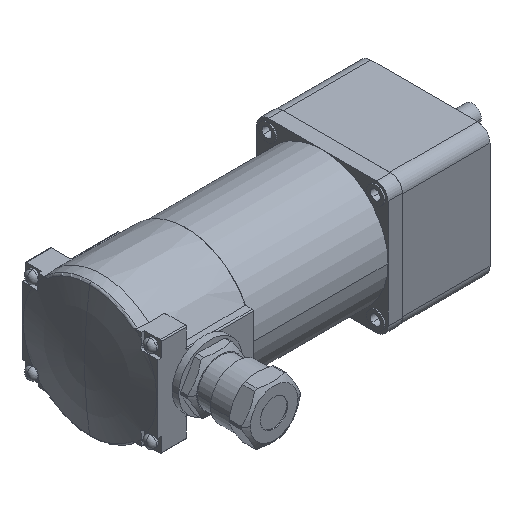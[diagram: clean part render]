
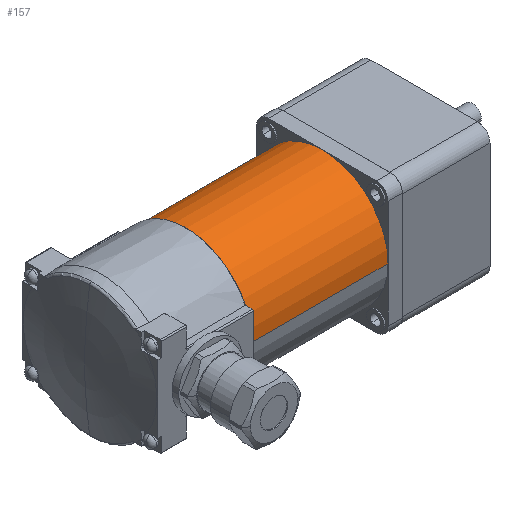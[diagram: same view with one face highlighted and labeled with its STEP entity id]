
A CAD part, isometric view. The second image highlights one B-rep face of the part: STEP entity #157.
In plain terms, the highlighted cylindrical face has radius 30 mm (diameter 60 mm), a partial arc.
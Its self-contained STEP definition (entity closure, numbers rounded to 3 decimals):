
#157 = ADVANCED_FACE( '', ( #443 ), #444, .T. );
#443 = FACE_OUTER_BOUND( '', #955, .T. );
#444 = CYLINDRICAL_SURFACE( '', #956, 30. );
#955 = EDGE_LOOP( '', ( #1659, #1660, #1661, #1662, #1663 ) );
#956 = AXIS2_PLACEMENT_3D( '', #1664, #1665, #1666 );
#1659 = ORIENTED_EDGE( '', *, *, #3441, .F. );
#1660 = ORIENTED_EDGE( '', *, *, #3442, .T. );
#1661 = ORIENTED_EDGE( '', *, *, #3443, .F. );
#1662 = ORIENTED_EDGE( '', *, *, #3444, .T. );
#1663 = ORIENTED_EDGE( '', *, *, #3445, .T. );
#1664 = CARTESIAN_POINT( '', ( -74.25, -10., 0. ) );
#1665 = DIRECTION( '', ( -1., 0., 0. ) );
#1666 = DIRECTION( '', ( 0., 1., 0. ) );
#3441 = EDGE_CURVE( '', #4124, #4125, #4126, .T. );
#3442 = EDGE_CURVE( '', #4124, #4127, #4128, .T. );
#3443 = EDGE_CURVE( '', #4129, #4127, #4130, .T. );
#3444 = EDGE_CURVE( '', #4129, #4131, #4132, .T. );
#3445 = EDGE_CURVE( '', #4131, #4125, #4133, .T. );
#4124 = VERTEX_POINT( '', #5195 );
#4125 = VERTEX_POINT( '', #5196 );
#4126 = LINE( '', #5197, #5198 );
#4127 = VERTEX_POINT( '', #5199 );
#4128 = CIRCLE( '', #5200, 30. );
#4129 = VERTEX_POINT( '', #5201 );
#4130 = LINE( '', #5202, #5203 );
#4131 = VERTEX_POINT( '', #5204 );
#4132 = CIRCLE( '', #5205, 30. );
#4133 = CIRCLE( '', #5206, 30. );
#5195 = CARTESIAN_POINT( '', ( -108.5, 20., 0. ) );
#5196 = CARTESIAN_POINT( '', ( -46.5, 20., 0. ) );
#5197 = CARTESIAN_POINT( '', ( -74.25, 20., 0. ) );
#5198 = VECTOR( '', #6977, 1. );
#5199 = CARTESIAN_POINT( '', ( -108.5, -40., 0. ) );
#5200 = AXIS2_PLACEMENT_3D( '', #6978, #6979, #6980 );
#5201 = CARTESIAN_POINT( '', ( -46.5, -40., 0. ) );
#5202 = CARTESIAN_POINT( '', ( -74.25, -40., 0. ) );
#5203 = VECTOR( '', #6981, 1. );
#5204 = CARTESIAN_POINT( '', ( -46.5, -10., 30. ) );
#5205 = AXIS2_PLACEMENT_3D( '', #6982, #6983, #6984 );
#5206 = AXIS2_PLACEMENT_3D( '', #6985, #6986, #6987 );
#6977 = DIRECTION( '', ( 1., 0., 0. ) );
#6978 = CARTESIAN_POINT( '', ( -108.5, -10., 0. ) );
#6979 = DIRECTION( '', ( 1., 0., 0. ) );
#6980 = DIRECTION( '', ( 0., 1., 0. ) );
#6981 = DIRECTION( '', ( -1., 0., 0. ) );
#6982 = CARTESIAN_POINT( '', ( -46.5, -10., 0. ) );
#6983 = DIRECTION( '', ( -1., 0., 0. ) );
#6984 = DIRECTION( '', ( 0., 1., 0. ) );
#6985 = CARTESIAN_POINT( '', ( -46.5, -10., 0. ) );
#6986 = DIRECTION( '', ( -1., 0., 0. ) );
#6987 = DIRECTION( '', ( 0., 1., 0. ) );
